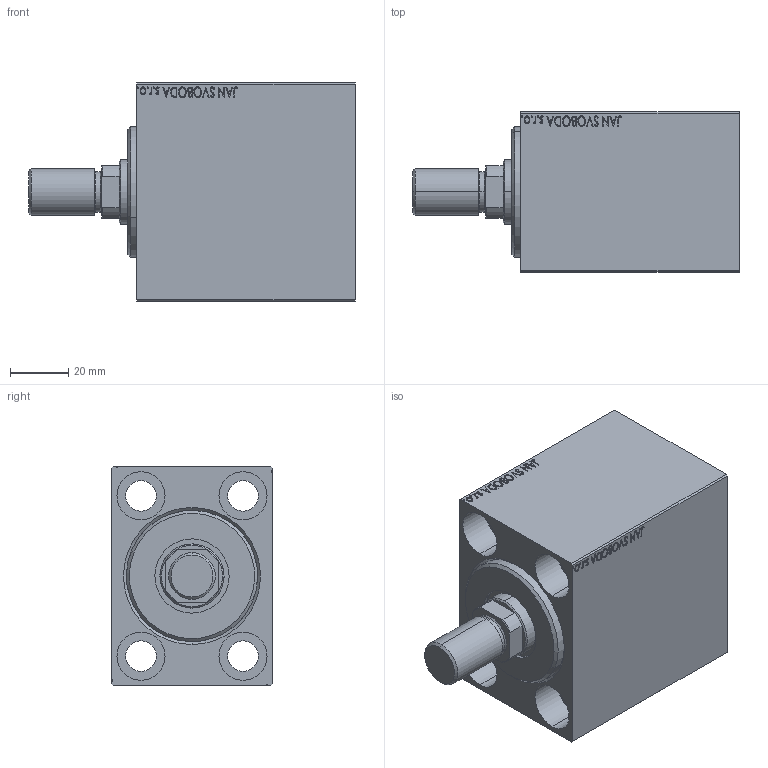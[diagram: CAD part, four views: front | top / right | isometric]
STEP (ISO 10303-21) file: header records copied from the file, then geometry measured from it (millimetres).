
FILE_DESCRIPTION (( 'STEP AP203' ), '1' );
FILE_NAME ('cb6e.STEP', '2022-04-16T21:14:53', ( '' ), ( '' ), 'SwSTEP 2.0', 'SolidWorks 2019', '' );
FILE_SCHEMA (( 'CONFIG_CONTROL_DESIGN' ));
Length unit declared in the file: millimetre
Products named in the file (5): V450CM_MALE_METRIC e1c473624cdc58f94c7670e8542abfc4; V450CM_C_VCP e1c473624cdc58f94c7670e8542abfc4; cb6e; V450CM_C_Body e1c473624cdc58f94c7670e8542abfc4; V450CM_VC_B e1c473624cdc58f94c7670e8542abfc4
Assembly tree (4 placements, depth 2):
  cb6e
    V450CM_C_Body e1c473624cdc58f94c7670e8542abfc4
    V450CM_C_VCP e1c473624cdc58f94c7670e8542abfc4
    V450CM_VC_B e1c473624cdc58f94c7670e8542abfc4
    V450CM_MALE_METRIC e1c473624cdc58f94c7670e8542abfc4
Bounding box: 112 x 55 x 75 mm (x, y, z)
Volume: 271383.6 mm3; surface area: 64778.5 mm2
Topology: 4 solids, 4 shells, 871 faces, 2228 edges, 1475 vertices
Faces by surface type: plane 411, bspline 380, cylinder 60, cone 18, torus 2
Entity records: 44271 total; most frequent: CARTESIAN_POINT 25079, ORIENTED_EDGE 4452, DIRECTION 2606, EDGE_CURVE 2226, VERTEX_POINT 1475, LINE 1306, VECTOR 1306, EDGE_LOOP 997
